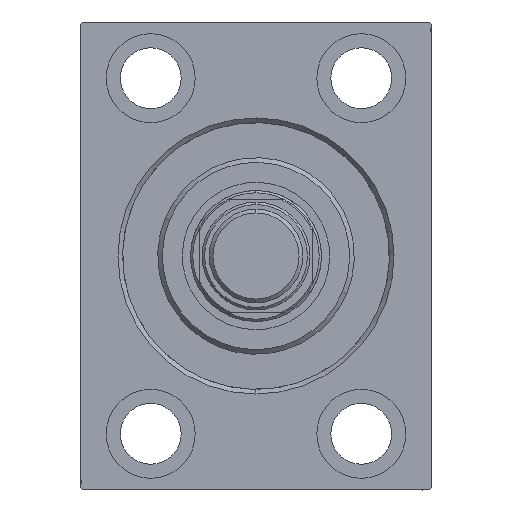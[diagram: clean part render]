
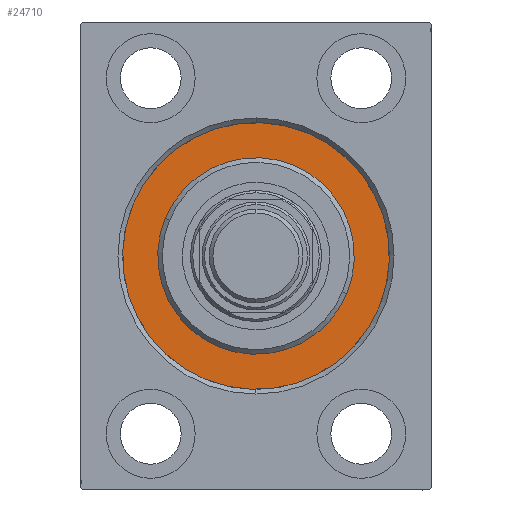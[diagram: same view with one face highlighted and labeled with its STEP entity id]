
A CAD part, left-side view. The second image highlights one B-rep face of the part: STEP entity #24710.
In plain terms, the highlighted face is planar.
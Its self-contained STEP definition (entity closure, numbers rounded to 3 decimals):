
#1378 = ORIENTED_EDGE ( 'NONE', *, *, #22261, .F. ) ;
#1492 = CARTESIAN_POINT ( 'NONE',  ( 0., 0., 0. ) ) ;
#1785 = CARTESIAN_POINT ( 'NONE',  ( 0., 0., 0. ) ) ;
#3803 = DIRECTION ( 'NONE',  ( 1., 0., 0. ) ) ;
#6787 = AXIS2_PLACEMENT_3D ( 'NONE', #22634, #22854, #22411 ) ;
#7388 = CARTESIAN_POINT ( 'NONE',  ( 0., 0., 28.5 ) ) ;
#8192 = FACE_OUTER_BOUND ( 'NONE', #35854, .T. ) ;
#9921 = VERTEX_POINT ( 'NONE', #31123 ) ;
#11169 = DIRECTION ( 'NONE',  ( 0., 0., 1. ) ) ;
#11604 = AXIS2_PLACEMENT_3D ( 'NONE', #1785, #36140, #39264 ) ;
#12581 = CARTESIAN_POINT ( 'NONE',  ( 0., 0., -21. ) ) ;
#13809 = AXIS2_PLACEMENT_3D ( 'NONE', #17821, #3803, #20531 ) ;
#15079 = DIRECTION ( 'NONE',  ( -1., 0., 0. ) ) ;
#17821 = CARTESIAN_POINT ( 'NONE',  ( 0., 0., 0. ) ) ;
#18077 = ORIENTED_EDGE ( 'NONE', *, *, #24265, .F. ) ;
#18714 = EDGE_CURVE ( 'NONE', #42325, #39274, #41559, .T. ) ;
#18847 = CARTESIAN_POINT ( 'NONE',  ( 0., 0., -28.5 ) ) ;
#20227 = AXIS2_PLACEMENT_3D ( 'NONE', #1492, #15079, #42315 ) ;
#20531 = DIRECTION ( 'NONE',  ( 0., 0., -1. ) ) ;
#20887 = EDGE_LOOP ( 'NONE', ( #18077, #1378 ) ) ;
#22261 = EDGE_CURVE ( 'NONE', #25669, #9921, #28789, .T. ) ;
#22311 = AXIS2_PLACEMENT_3D ( 'NONE', #30578, #34371, #11169 ) ;
#22345 = CIRCLE ( 'NONE', #13809, 21. ) ;
#22411 = DIRECTION ( 'NONE',  ( 0., 0., 1. ) ) ;
#22634 = CARTESIAN_POINT ( 'NONE',  ( 0., 0., 0. ) ) ;
#22854 = DIRECTION ( 'NONE',  ( -1., 0., 0. ) ) ;
#24265 = EDGE_CURVE ( 'NONE', #9921, #25669, #22345, .T. ) ;
#24710 = ADVANCED_FACE ( 'NONE', ( #28907, #8192 ), #32023, .F. ) ;
#25669 = VERTEX_POINT ( 'NONE', #12581 ) ;
#27749 = EDGE_CURVE ( 'NONE', #39274, #42325, #43124, .T. ) ;
#28789 = CIRCLE ( 'NONE', #11604, 21. ) ;
#28907 = FACE_BOUND ( 'NONE', #20887, .T. ) ;
#30578 = CARTESIAN_POINT ( 'NONE',  ( 0., 0., 0. ) ) ;
#31123 = CARTESIAN_POINT ( 'NONE',  ( 0., 0., 21. ) ) ;
#32023 = PLANE ( 'NONE',  #20227 ) ;
#32120 = ORIENTED_EDGE ( 'NONE', *, *, #18714, .F. ) ;
#34371 = DIRECTION ( 'NONE',  ( -1., 0., 0. ) ) ;
#35854 = EDGE_LOOP ( 'NONE', ( #32120, #37057 ) ) ;
#36140 = DIRECTION ( 'NONE',  ( 1., 0., 0. ) ) ;
#37057 = ORIENTED_EDGE ( 'NONE', *, *, #27749, .F. ) ;
#39264 = DIRECTION ( 'NONE',  ( 0., 0., -1. ) ) ;
#39274 = VERTEX_POINT ( 'NONE', #7388 ) ;
#41559 = CIRCLE ( 'NONE', #22311, 28.5 ) ;
#42315 = DIRECTION ( 'NONE',  ( 0., 0., 1. ) ) ;
#42325 = VERTEX_POINT ( 'NONE', #18847 ) ;
#43124 = CIRCLE ( 'NONE', #6787, 28.5 ) ;
